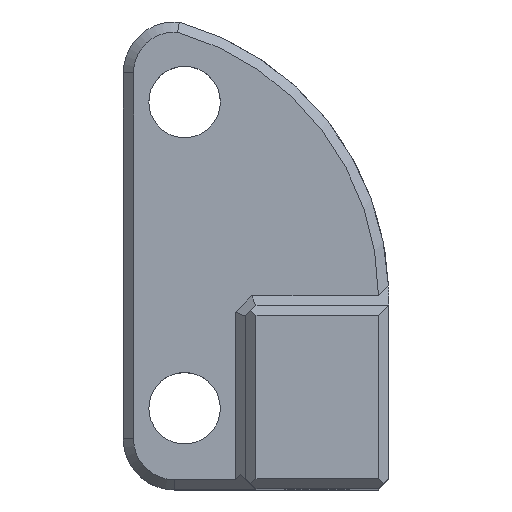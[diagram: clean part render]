
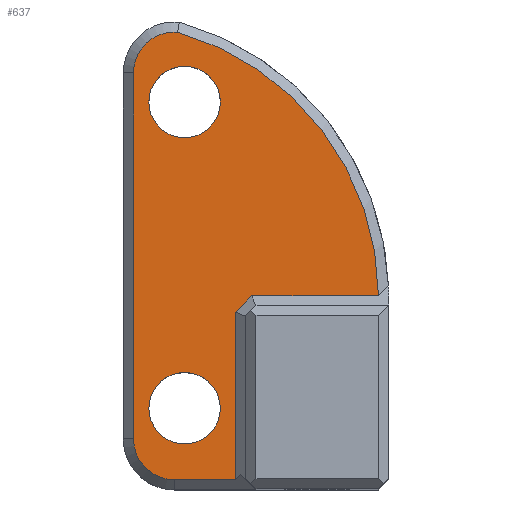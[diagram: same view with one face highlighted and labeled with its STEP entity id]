
A CAD part, top view. The second image highlights one B-rep face of the part: STEP entity #637.
In plain terms, the highlighted planar face has unit normal (0, 0, 1).
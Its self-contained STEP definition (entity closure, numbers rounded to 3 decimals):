
#34=FACE_BOUND('',#115,.T.);
#35=FACE_BOUND('',#116,.T.);
#47=CIRCLE('',#692,13.5);
#48=CIRCLE('',#697,2.);
#49=CIRCLE('',#698,2.);
#50=CIRCLE('',#699,1.75);
#51=CIRCLE('',#700,1.75);
#76=FACE_OUTER_BOUND('',#114,.T.);
#114=EDGE_LOOP('',(#500,#501,#502,#503,#504,#505,#506,#507));
#115=EDGE_LOOP('',(#508));
#116=EDGE_LOOP('',(#509));
#175=LINE('',#1017,#241);
#182=LINE('',#1031,#248);
#185=LINE('',#1035,#251);
#186=LINE('',#1040,#252);
#187=LINE('',#1043,#253);
#241=VECTOR('',#811,10.);
#248=VECTOR('',#820,10.);
#251=VECTOR('',#825,10.);
#252=VECTOR('',#830,10.);
#253=VECTOR('',#833,10.);
#305=VERTEX_POINT('',#1004);
#306=VERTEX_POINT('',#1009);
#307=VERTEX_POINT('',#1015);
#308=VERTEX_POINT('',#1016);
#314=VERTEX_POINT('',#1030);
#315=VERTEX_POINT('',#1037);
#316=VERTEX_POINT('',#1039);
#317=VERTEX_POINT('',#1041);
#318=VERTEX_POINT('',#1044);
#319=VERTEX_POINT('',#1046);
#373=EDGE_CURVE('',#305,#306,#47,.T.);
#375=EDGE_CURVE('',#307,#308,#175,.T.);
#382=EDGE_CURVE('',#306,#314,#182,.T.);
#385=EDGE_CURVE('',#314,#307,#185,.T.);
#386=EDGE_CURVE('',#315,#305,#48,.T.);
#387=EDGE_CURVE('',#316,#315,#186,.T.);
#388=EDGE_CURVE('',#317,#316,#49,.T.);
#389=EDGE_CURVE('',#308,#317,#187,.T.);
#390=EDGE_CURVE('',#318,#318,#50,.T.);
#391=EDGE_CURVE('',#319,#319,#51,.T.);
#500=ORIENTED_EDGE('',*,*,#373,.F.);
#501=ORIENTED_EDGE('',*,*,#386,.F.);
#502=ORIENTED_EDGE('',*,*,#387,.F.);
#503=ORIENTED_EDGE('',*,*,#388,.F.);
#504=ORIENTED_EDGE('',*,*,#389,.F.);
#505=ORIENTED_EDGE('',*,*,#375,.F.);
#506=ORIENTED_EDGE('',*,*,#385,.F.);
#507=ORIENTED_EDGE('',*,*,#382,.F.);
#508=ORIENTED_EDGE('',*,*,#390,.F.);
#509=ORIENTED_EDGE('',*,*,#391,.F.);
#610=PLANE('',#696);
#637=ADVANCED_FACE('',(#76,#34,#35),#610,.F.);
#692=AXIS2_PLACEMENT_3D('',#1010,#807,#808);
#696=AXIS2_PLACEMENT_3D('',#1036,#826,#827);
#697=AXIS2_PLACEMENT_3D('',#1038,#828,#829);
#698=AXIS2_PLACEMENT_3D('',#1042,#831,#832);
#699=AXIS2_PLACEMENT_3D('',#1045,#834,#835);
#700=AXIS2_PLACEMENT_3D('',#1047,#836,#837);
#807=DIRECTION('center_axis',(0.,0.,-1.));
#808=DIRECTION('ref_axis',(0.267,0.964,0.));
#811=DIRECTION('',(0.,-1.,0.));
#820=DIRECTION('',(-1.,0.,0.));
#825=DIRECTION('',(-0.707,-0.707,0.));
#826=DIRECTION('center_axis',(0.,0.,-1.));
#827=DIRECTION('ref_axis',(-1.,0.,0.));
#828=DIRECTION('center_axis',(0.,0.,-1.));
#829=DIRECTION('ref_axis',(-1.,0.,0.));
#830=DIRECTION('',(0.,1.,0.));
#831=DIRECTION('center_axis',(0.,0.,-1.));
#832=DIRECTION('ref_axis',(-0.707,-0.707,0.));
#833=DIRECTION('',(-1.,0.,0.));
#834=DIRECTION('center_axis',(0.,0.,1.));
#835=DIRECTION('ref_axis',(-1.,0.,0.));
#836=DIRECTION('center_axis',(0.,0.,1.));
#837=DIRECTION('ref_axis',(-1.,0.,0.));
#1004=CARTESIAN_POINT('',(5.652,18.421,4.));
#1009=CARTESIAN_POINT('',(15.5,5.5,4.));
#1010=CARTESIAN_POINT('Origin',(2.,5.425,4.));
#1015=CARTESIAN_POINT('',(8.5,4.707,4.));
#1016=CARTESIAN_POINT('',(8.5,-3.5,4.));
#1017=CARTESIAN_POINT('',(8.5,3.5,4.));
#1030=CARTESIAN_POINT('',(9.293,5.5,4.));
#1031=CARTESIAN_POINT('',(11.75,5.5,4.));
#1035=CARTESIAN_POINT('',(9.646,5.854,4.));
#1036=CARTESIAN_POINT('Origin',(10.,7.,4.));
#1037=CARTESIAN_POINT('',(3.5,16.427,4.));
#1038=CARTESIAN_POINT('Origin',(5.5,16.427,4.));
#1039=CARTESIAN_POINT('',(3.5,-1.5,4.));
#1040=CARTESIAN_POINT('',(3.5,1.,4.));
#1041=CARTESIAN_POINT('',(5.5,-3.5,4.));
#1042=CARTESIAN_POINT('Origin',(5.5,-1.5,4.));
#1043=CARTESIAN_POINT('',(13.5,-3.5,4.));
#1044=CARTESIAN_POINT('',(7.75,0.,4.));
#1045=CARTESIAN_POINT('Origin',(6.,0.,4.));
#1046=CARTESIAN_POINT('',(7.75,15.,4.));
#1047=CARTESIAN_POINT('Origin',(6.,15.,4.));
